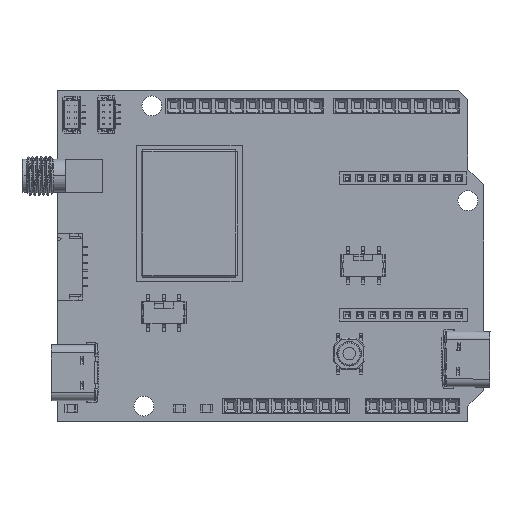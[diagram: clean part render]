
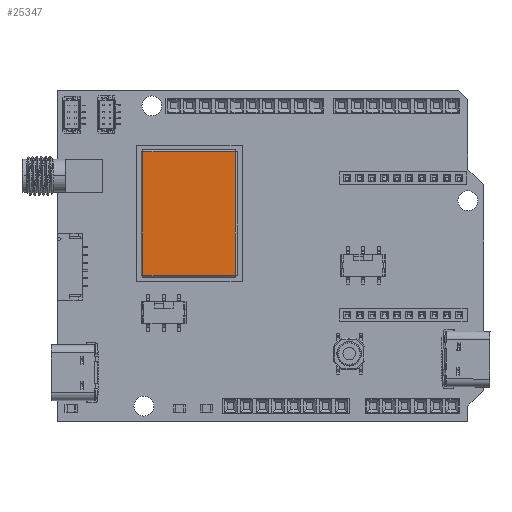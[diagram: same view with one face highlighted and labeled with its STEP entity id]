
A CAD part, top view. The second image highlights one B-rep face of the part: STEP entity #25347.
In plain terms, the highlighted face is planar.
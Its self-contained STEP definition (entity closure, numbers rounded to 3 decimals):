
#1589 = ORIENTED_EDGE ( 'NONE', *, *, #66184, .T. ) ;
#7161 = VERTEX_POINT ( 'NONE', #7728 ) ;
#7728 = CARTESIAN_POINT ( 'NONE',  ( 9.938, 2.6, -7.438 ) ) ;
#10630 = VECTOR ( 'NONE', #94639, 1000. ) ;
#14003 = DIRECTION ( 'NONE',  ( 0., 0., -1. ) ) ;
#14656 = PLANE ( 'NONE',  #26213 ) ;
#16617 = DIRECTION ( 'NONE',  ( 0., -1., 0. ) ) ;
#24667 = ORIENTED_EDGE ( 'NONE', *, *, #42686, .T. ) ;
#25347 = ADVANCED_FACE ( 'NONE', ( #53046 ), #14656, .F. ) ;
#26213 = AXIS2_PLACEMENT_3D ( 'NONE', #96080, #16617, #37147 ) ;
#29654 = VECTOR ( 'NONE', #96826, 1000. ) ;
#32722 = CARTESIAN_POINT ( 'NONE',  ( 9.938, 2.6, 7.438 ) ) ;
#37147 = DIRECTION ( 'NONE',  ( 0., 0., -1. ) ) ;
#38075 = EDGE_CURVE ( 'NONE', #85300, #7161, #92799, .T. ) ;
#39585 = VECTOR ( 'NONE', #14003, 1000. ) ;
#42686 = EDGE_CURVE ( 'NONE', #43914, #71814, #48100, .T. ) ;
#43914 = VERTEX_POINT ( 'NONE', #111111 ) ;
#48100 = LINE ( 'NONE', #117615, #10630 ) ;
#53046 = FACE_OUTER_BOUND ( 'NONE', #125018, .T. ) ;
#56412 = LINE ( 'NONE', #94868, #29654 ) ;
#66184 = EDGE_CURVE ( 'NONE', #71814, #85300, #56412, .T. ) ;
#68701 = CARTESIAN_POINT ( 'NONE',  ( -9.938, 2.6, 7.438 ) ) ;
#71814 = VERTEX_POINT ( 'NONE', #68701 ) ;
#72414 = EDGE_CURVE ( 'NONE', #7161, #43914, #101188, .T. ) ;
#81306 = CARTESIAN_POINT ( 'NONE',  ( 9.967, 2.6, -7.438 ) ) ;
#85300 = VERTEX_POINT ( 'NONE', #32722 ) ;
#90247 = VECTOR ( 'NONE', #121706, 1000. ) ;
#92799 = LINE ( 'NONE', #93460, #39585 ) ;
#93460 = CARTESIAN_POINT ( 'NONE',  ( 9.938, 2.6, 7.467 ) ) ;
#94639 = DIRECTION ( 'NONE',  ( 0., 0., 1. ) ) ;
#94868 = CARTESIAN_POINT ( 'NONE',  ( -9.967, 2.6, 7.438 ) ) ;
#96080 = CARTESIAN_POINT ( 'NONE',  ( 0., 2.6, 0. ) ) ;
#96333 = ORIENTED_EDGE ( 'NONE', *, *, #38075, .T. ) ;
#96826 = DIRECTION ( 'NONE',  ( 1., 0., 0. ) ) ;
#101188 = LINE ( 'NONE', #81306, #90247 ) ;
#111111 = CARTESIAN_POINT ( 'NONE',  ( -9.938, 2.6, -7.438 ) ) ;
#117615 = CARTESIAN_POINT ( 'NONE',  ( -9.938, 2.6, -7.467 ) ) ;
#121706 = DIRECTION ( 'NONE',  ( -1., 0., 0. ) ) ;
#123313 = ORIENTED_EDGE ( 'NONE', *, *, #72414, .T. ) ;
#125018 = EDGE_LOOP ( 'NONE', ( #96333, #123313, #24667, #1589 ) ) ;
